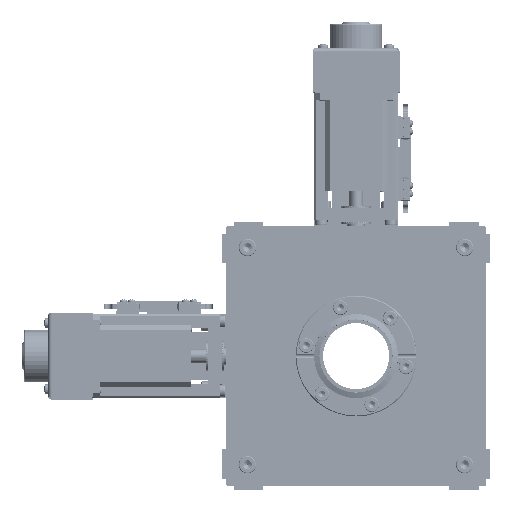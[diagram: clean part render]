
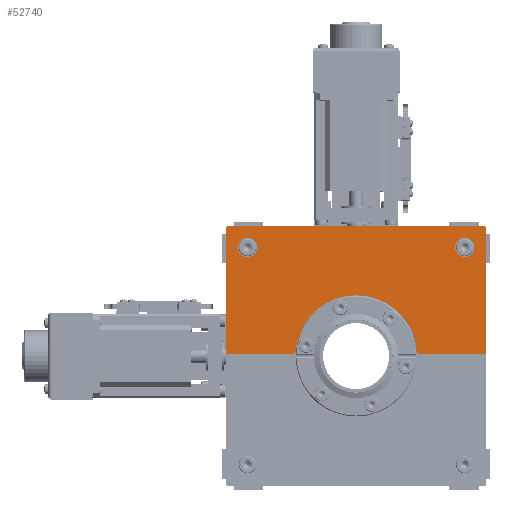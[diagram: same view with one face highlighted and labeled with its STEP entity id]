
A CAD part, front view. The second image highlights one B-rep face of the part: STEP entity #52740.
In plain terms, the highlighted planar face has unit normal (0, -1, 0).
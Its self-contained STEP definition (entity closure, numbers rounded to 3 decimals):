
#1705 = ORIENTED_EDGE ( 'NONE', *, *, #33371, .F. ) ;
#1787 = AXIS2_PLACEMENT_3D ( 'NONE', #110270, #368040, #147415 ) ;
#9392 = EDGE_CURVE ( 'NONE', #249477, #377078, #435474, .T. ) ;
#20056 = VERTEX_POINT ( 'NONE', #237534 ) ;
#20995 = ORIENTED_EDGE ( 'NONE', *, *, #257953, .F. ) ;
#33371 = EDGE_CURVE ( 'NONE', #165074, #37566, #49185, .T. ) ;
#35982 = DIRECTION ( 'NONE',  ( 1., 0., 0. ) ) ;
#37566 = VERTEX_POINT ( 'NONE', #123246 ) ;
#40654 = LINE ( 'NONE', #110817, #236671 ) ;
#42337 = CARTESIAN_POINT ( 'NONE',  ( -75., 0., 1. ) ) ;
#49185 = CIRCLE ( 'NONE', #426571, 5.5 ) ;
#52740 = ADVANCED_FACE ( 'NONE', ( #239661, #423892, #141649 ), #471205, .T. ) ;
#56260 = VECTOR ( 'NONE', #66207, 1000. ) ;
#57993 = CARTESIAN_POINT ( 'NONE',  ( -62.5, 0., 62.5 ) ) ;
#58858 = ORIENTED_EDGE ( 'NONE', *, *, #185219, .T. ) ;
#60282 = CARTESIAN_POINT ( 'NONE',  ( -57., 0., 62.5 ) ) ;
#66207 = DIRECTION ( 'NONE',  ( 1., 0., 0. ) ) ;
#66674 = EDGE_CURVE ( 'NONE', #20056, #108445, #314373, .T. ) ;
#76261 = EDGE_CURVE ( 'NONE', #371549, #441511, #226434, .T. ) ;
#92381 = AXIS2_PLACEMENT_3D ( 'NONE', #57993, #315680, #95006 ) ;
#95006 = DIRECTION ( 'NONE',  ( 1., 0., 0. ) ) ;
#108272 = AXIS2_PLACEMENT_3D ( 'NONE', #430069, #209464, #467268 ) ;
#108445 = VERTEX_POINT ( 'NONE', #161783 ) ;
#110270 = CARTESIAN_POINT ( 'NONE',  ( 0., 0., 0. ) ) ;
#110817 = CARTESIAN_POINT ( 'NONE',  ( -75., 0., 75. ) ) ;
#117119 = CARTESIAN_POINT ( 'NONE',  ( -62.5, 0., 62.5 ) ) ;
#122626 = EDGE_CURVE ( 'NONE', #213113, #20056, #40654, .T. ) ;
#123246 = CARTESIAN_POINT ( 'NONE',  ( -68., 0., 62.5 ) ) ;
#124169 = EDGE_CURVE ( 'NONE', #249477, #286344, #435938, .T. ) ;
#125039 = ORIENTED_EDGE ( 'NONE', *, *, #460462, .F. ) ;
#125957 = DIRECTION ( 'NONE',  ( -0.707, 0., 0.707 ) ) ;
#130715 = VECTOR ( 'NONE', #370010, 1000. ) ;
#140910 = CARTESIAN_POINT ( 'NONE',  ( 75., 0., 1. ) ) ;
#141649 = FACE_OUTER_BOUND ( 'NONE', #258478, .T. ) ;
#147415 = DIRECTION ( 'NONE',  ( 1., 0., 0. ) ) ;
#148267 = LINE ( 'NONE', #140910, #246240 ) ;
#154200 = DIRECTION ( 'NONE',  ( 1., 0., 0. ) ) ;
#154594 = VERTEX_POINT ( 'NONE', #42337 ) ;
#159226 = CARTESIAN_POINT ( 'NONE',  ( 57., 0., 62.5 ) ) ;
#161783 = CARTESIAN_POINT ( 'NONE',  ( -75., 0., 74. ) ) ;
#165074 = VERTEX_POINT ( 'NONE', #60282 ) ;
#185219 = EDGE_CURVE ( 'NONE', #286344, #283369, #148267, .T. ) ;
#188842 = CARTESIAN_POINT ( 'NONE',  ( -34.986, 0., 1. ) ) ;
#206241 = ORIENTED_EDGE ( 'NONE', *, *, #445382, .T. ) ;
#206440 = ORIENTED_EDGE ( 'NONE', *, *, #66674, .T. ) ;
#209464 = DIRECTION ( 'NONE',  ( 0., -1., 0. ) ) ;
#213113 = VERTEX_POINT ( 'NONE', #228101 ) ;
#214613 = CARTESIAN_POINT ( 'NONE',  ( 62.5, 0., 62.5 ) ) ;
#226434 = CIRCLE ( 'NONE', #394809, 5.5 ) ;
#228101 = CARTESIAN_POINT ( 'NONE',  ( 74., 0., 75. ) ) ;
#230119 = ORIENTED_EDGE ( 'NONE', *, *, #9392, .F. ) ;
#235515 = CARTESIAN_POINT ( 'NONE',  ( 74.5, 0., 74.5 ) ) ;
#236671 = VECTOR ( 'NONE', #365491, 1000. ) ;
#237534 = CARTESIAN_POINT ( 'NONE',  ( -74., 0., 75. ) ) ;
#239661 = FACE_BOUND ( 'NONE', #430886, .T. ) ;
#246240 = VECTOR ( 'NONE', #361635, 1000. ) ;
#249477 = VERTEX_POINT ( 'NONE', #349292 ) ;
#249916 = CARTESIAN_POINT ( 'NONE',  ( -75., 0., 1. ) ) ;
#251763 = DIRECTION ( 'NONE',  ( 1., 0., 0. ) ) ;
#256770 = DIRECTION ( 'NONE',  ( 0., -1., 0. ) ) ;
#257953 = EDGE_CURVE ( 'NONE', #37566, #165074, #435600, .T. ) ;
#258478 = EDGE_LOOP ( 'NONE', ( #329607, #206440, #309006, #206241, #230119, #451382, #58858, #285234 ) ) ;
#259692 = CARTESIAN_POINT ( 'NONE',  ( -74.5, 0., 74.5 ) ) ;
#262536 = CARTESIAN_POINT ( 'NONE',  ( 68., 0., 62.5 ) ) ;
#272022 = ORIENTED_EDGE ( 'NONE', *, *, #76261, .F. ) ;
#280443 = DIRECTION ( 'NONE',  ( 1., 0., 0. ) ) ;
#283369 = VERTEX_POINT ( 'NONE', #403884 ) ;
#285234 = ORIENTED_EDGE ( 'NONE', *, *, #465324, .T. ) ;
#286344 = VERTEX_POINT ( 'NONE', #414485 ) ;
#289296 = CIRCLE ( 'NONE', #429132, 5.5 ) ;
#296804 = DIRECTION ( 'NONE',  ( -0.707, 0., -0.707 ) ) ;
#299731 = EDGE_CURVE ( 'NONE', #108445, #154594, #326780, .T. ) ;
#309006 = ORIENTED_EDGE ( 'NONE', *, *, #299731, .T. ) ;
#314373 = LINE ( 'NONE', #259692, #400818 ) ;
#315680 = DIRECTION ( 'NONE',  ( 0., -1., 0. ) ) ;
#326780 = LINE ( 'NONE', #440814, #130715 ) ;
#329607 = ORIENTED_EDGE ( 'NONE', *, *, #122626, .T. ) ;
#338012 = VECTOR ( 'NONE', #280443, 1000. ) ;
#349292 = CARTESIAN_POINT ( 'NONE',  ( 34.986, 0., 1. ) ) ;
#352882 = CARTESIAN_POINT ( 'NONE',  ( 20.976, 0., 1. ) ) ;
#361635 = DIRECTION ( 'NONE',  ( 0., 0., 1. ) ) ;
#361836 = LINE ( 'NONE', #249916, #56260 ) ;
#365491 = DIRECTION ( 'NONE',  ( -1., 0., 0. ) ) ;
#368040 = DIRECTION ( 'NONE',  ( 0., -1., 0. ) ) ;
#369921 = EDGE_LOOP ( 'NONE', ( #1705, #20995 ) ) ;
#370010 = DIRECTION ( 'NONE',  ( 0., 0., -1. ) ) ;
#371549 = VERTEX_POINT ( 'NONE', #159226 ) ;
#374866 = DIRECTION ( 'NONE',  ( 0., -1., 0. ) ) ;
#377078 = VERTEX_POINT ( 'NONE', #188842 ) ;
#382183 = VECTOR ( 'NONE', #125957, 1000. ) ;
#393717 = LINE ( 'NONE', #235515, #382183 ) ;
#394809 = AXIS2_PLACEMENT_3D ( 'NONE', #214613, #472345, #251763 ) ;
#400818 = VECTOR ( 'NONE', #296804, 1000. ) ;
#403884 = CARTESIAN_POINT ( 'NONE',  ( 75., 0., 74. ) ) ;
#414485 = CARTESIAN_POINT ( 'NONE',  ( 75., 0., 1. ) ) ;
#423892 = FACE_BOUND ( 'NONE', #369921, .T. ) ;
#426571 = AXIS2_PLACEMENT_3D ( 'NONE', #117119, #374866, #154200 ) ;
#429132 = AXIS2_PLACEMENT_3D ( 'NONE', #477364, #256770, #35982 ) ;
#430069 = CARTESIAN_POINT ( 'NONE',  ( 0., 0., 0. ) ) ;
#430886 = EDGE_LOOP ( 'NONE', ( #125039, #272022 ) ) ;
#435474 = CIRCLE ( 'NONE', #108272, 35. ) ;
#435600 = CIRCLE ( 'NONE', #92381, 5.5 ) ;
#435938 = LINE ( 'NONE', #352882, #338012 ) ;
#440814 = CARTESIAN_POINT ( 'NONE',  ( -75., 0., 1. ) ) ;
#441511 = VERTEX_POINT ( 'NONE', #262536 ) ;
#445382 = EDGE_CURVE ( 'NONE', #154594, #377078, #361836, .T. ) ;
#451382 = ORIENTED_EDGE ( 'NONE', *, *, #124169, .T. ) ;
#460462 = EDGE_CURVE ( 'NONE', #441511, #371549, #289296, .T. ) ;
#465324 = EDGE_CURVE ( 'NONE', #283369, #213113, #393717, .T. ) ;
#467268 = DIRECTION ( 'NONE',  ( 1., 0., 0. ) ) ;
#471205 = PLANE ( 'NONE',  #1787 ) ;
#472345 = DIRECTION ( 'NONE',  ( 0., -1., 0. ) ) ;
#477364 = CARTESIAN_POINT ( 'NONE',  ( 62.5, 0., 62.5 ) ) ;
